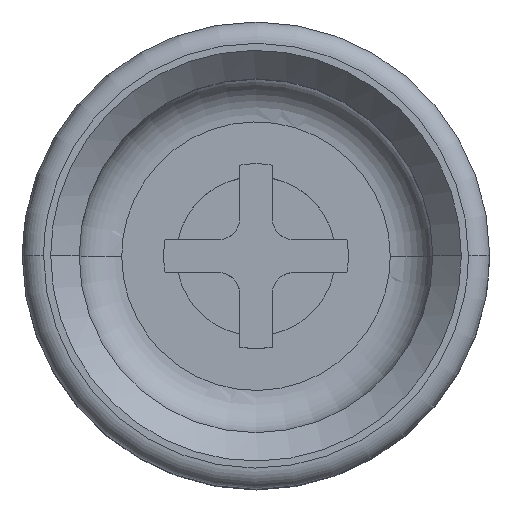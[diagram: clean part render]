
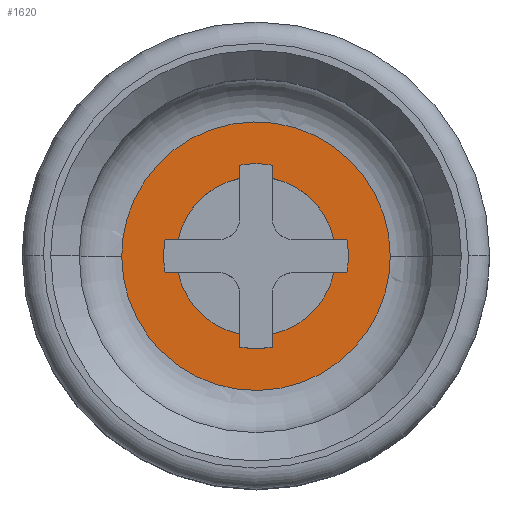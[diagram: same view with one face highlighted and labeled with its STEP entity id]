
A CAD part, top view. The second image highlights one B-rep face of the part: STEP entity #1620.
In plain terms, the highlighted planar face has unit normal (0, 0, 1).
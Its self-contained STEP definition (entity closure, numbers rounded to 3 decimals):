
#759=AXIS2_PLACEMENT_3D('Circle Axis2P3D',#757,#758,$) ;
#813=AXIS2_PLACEMENT_3D('Circle Axis2P3D',#811,#812,$) ;
#853=AXIS2_PLACEMENT_3D('Circle Axis2P3D',#851,#852,$) ;
#973=AXIS2_PLACEMENT_3D('Circle Axis2P3D',#971,#972,$) ;
#1482=AXIS2_PLACEMENT_3D('Plane Axis2P3D',#1479,#1480,#1481) ;
#752=CARTESIAN_POINT('Vertex',(3.886,5.57,20.066)) ;
#757=CARTESIAN_POINT('Axis2P3D Location',(4.178,4.178,20.066)) ;
#761=CARTESIAN_POINT('Vertex',(2.786,4.47,20.066)) ;
#792=CARTESIAN_POINT('Vertex',(3.886,2.786,20.066)) ;
#808=CARTESIAN_POINT('Vertex',(2.786,3.886,20.066)) ;
#811=CARTESIAN_POINT('Axis2P3D Location',(4.178,4.178,20.066)) ;
#832=CARTESIAN_POINT('Vertex',(4.47,5.57,20.066)) ;
#848=CARTESIAN_POINT('Vertex',(5.57,4.47,20.066)) ;
#851=CARTESIAN_POINT('Axis2P3D Location',(4.178,4.178,20.066)) ;
#952=CARTESIAN_POINT('Vertex',(5.57,3.886,20.066)) ;
#968=CARTESIAN_POINT('Vertex',(4.47,2.786,20.066)) ;
#971=CARTESIAN_POINT('Axis2P3D Location',(4.178,4.178,20.066)) ;
#1479=CARTESIAN_POINT('Axis2P3D Location',(6.363,4.178,20.066)) ;
#1485=CARTESIAN_POINT('Control Point',(6.579,4.178,20.066)) ;
#1486=CARTESIAN_POINT('Control Point',(6.578,4.932,20.066)) ;
#1487=CARTESIAN_POINT('Control Point',(6.284,5.687,20.066)) ;
#1488=CARTESIAN_POINT('Control Point',(5.687,6.283,20.066)) ;
#1489=CARTESIAN_POINT('Control Point',(4.178,6.874,20.066)) ;
#1490=CARTESIAN_POINT('Control Point',(2.67,6.283,20.066)) ;
#1491=CARTESIAN_POINT('Control Point',(2.073,5.687,20.066)) ;
#1492=CARTESIAN_POINT('Control Point',(1.778,4.932,20.066)) ;
#1493=CARTESIAN_POINT('Control Point',(1.778,4.178,20.066)) ;
#1494=CARTESIAN_POINT('Vertex',(6.579,4.178,20.066)) ;
#1496=CARTESIAN_POINT('Vertex',(1.778,4.178,20.066)) ;
#1500=CARTESIAN_POINT('Control Point',(1.778,4.178,20.066)) ;
#1501=CARTESIAN_POINT('Control Point',(1.778,3.424,20.066)) ;
#1502=CARTESIAN_POINT('Control Point',(2.073,2.669,20.066)) ;
#1503=CARTESIAN_POINT('Control Point',(2.67,2.073,20.066)) ;
#1504=CARTESIAN_POINT('Control Point',(4.178,1.483,20.066)) ;
#1505=CARTESIAN_POINT('Control Point',(5.687,2.073,20.066)) ;
#1506=CARTESIAN_POINT('Control Point',(6.284,2.669,20.066)) ;
#1507=CARTESIAN_POINT('Control Point',(6.578,3.424,20.066)) ;
#1508=CARTESIAN_POINT('Control Point',(6.579,4.178,20.066)) ;
#1514=CARTESIAN_POINT('Line Origine',(2.67,4.47,20.066)) ;
#1518=CARTESIAN_POINT('Vertex',(2.553,4.47,20.066)) ;
#1521=CARTESIAN_POINT('Line Origine',(3.886,5.687,20.066)) ;
#1525=CARTESIAN_POINT('Vertex',(3.886,5.803,20.066)) ;
#1529=CARTESIAN_POINT('Control Point',(4.47,5.803,20.066)) ;
#1530=CARTESIAN_POINT('Control Point',(4.355,5.824,20.066)) ;
#1531=CARTESIAN_POINT('Control Point',(4.237,5.835,20.066)) ;
#1532=CARTESIAN_POINT('Control Point',(4.119,5.835,20.066)) ;
#1533=CARTESIAN_POINT('Control Point',(4.002,5.824,20.066)) ;
#1534=CARTESIAN_POINT('Control Point',(3.886,5.803,20.066)) ;
#1535=CARTESIAN_POINT('Vertex',(4.47,5.803,20.066)) ;
#1538=CARTESIAN_POINT('Line Origine',(4.47,5.687,20.066)) ;
#1543=CARTESIAN_POINT('Line Origine',(5.687,4.47,20.066)) ;
#1547=CARTESIAN_POINT('Vertex',(5.803,4.47,20.066)) ;
#1551=CARTESIAN_POINT('Control Point',(5.803,3.886,20.066)) ;
#1552=CARTESIAN_POINT('Control Point',(5.824,4.002,20.066)) ;
#1553=CARTESIAN_POINT('Control Point',(5.835,4.119,20.066)) ;
#1554=CARTESIAN_POINT('Control Point',(5.835,4.237,20.066)) ;
#1555=CARTESIAN_POINT('Control Point',(5.824,4.355,20.066)) ;
#1556=CARTESIAN_POINT('Control Point',(5.803,4.47,20.066)) ;
#1557=CARTESIAN_POINT('Vertex',(5.803,3.886,20.066)) ;
#1560=CARTESIAN_POINT('Line Origine',(5.687,3.886,20.066)) ;
#1565=CARTESIAN_POINT('Line Origine',(4.47,2.67,20.066)) ;
#1569=CARTESIAN_POINT('Vertex',(4.47,2.553,20.066)) ;
#1573=CARTESIAN_POINT('Control Point',(3.886,2.553,20.066)) ;
#1574=CARTESIAN_POINT('Control Point',(4.002,2.533,20.066)) ;
#1575=CARTESIAN_POINT('Control Point',(4.119,2.522,20.066)) ;
#1576=CARTESIAN_POINT('Control Point',(4.237,2.522,20.066)) ;
#1577=CARTESIAN_POINT('Control Point',(4.355,2.533,20.066)) ;
#1578=CARTESIAN_POINT('Control Point',(4.47,2.553,20.066)) ;
#1579=CARTESIAN_POINT('Vertex',(3.886,2.553,20.066)) ;
#1582=CARTESIAN_POINT('Line Origine',(3.886,2.67,20.066)) ;
#1587=CARTESIAN_POINT('Line Origine',(2.67,3.886,20.066)) ;
#1591=CARTESIAN_POINT('Vertex',(2.553,3.886,20.066)) ;
#1595=CARTESIAN_POINT('Control Point',(2.553,4.47,20.066)) ;
#1596=CARTESIAN_POINT('Control Point',(2.533,4.355,20.066)) ;
#1597=CARTESIAN_POINT('Control Point',(2.522,4.237,20.066)) ;
#1598=CARTESIAN_POINT('Control Point',(2.522,4.119,20.066)) ;
#1599=CARTESIAN_POINT('Control Point',(2.533,4.002,20.066)) ;
#1600=CARTESIAN_POINT('Control Point',(2.553,3.886,20.066)) ;
#758=DIRECTION('Axis2P3D Direction',(0.,0.,1.)) ;
#812=DIRECTION('Axis2P3D Direction',(0.,0.,1.)) ;
#852=DIRECTION('Axis2P3D Direction',(0.,0.,1.)) ;
#972=DIRECTION('Axis2P3D Direction',(0.,0.,1.)) ;
#1480=DIRECTION('Axis2P3D Direction',(0.,0.,1.)) ;
#1481=DIRECTION('Axis2P3D XDirection',(1.,0.,0.)) ;
#1515=DIRECTION('Vector Direction',(-1.,0.,0.)) ;
#1522=DIRECTION('Vector Direction',(0.,-1.,0.)) ;
#1539=DIRECTION('Vector Direction',(0.,1.,0.)) ;
#1544=DIRECTION('Vector Direction',(-1.,0.,0.)) ;
#1561=DIRECTION('Vector Direction',(1.,0.,0.)) ;
#1566=DIRECTION('Vector Direction',(0.,1.,0.)) ;
#1583=DIRECTION('Vector Direction',(0.,-1.,0.)) ;
#1588=DIRECTION('Vector Direction',(1.,0.,0.)) ;
#1516=VECTOR('Line Direction',#1515,1.) ;
#1523=VECTOR('Line Direction',#1522,1.) ;
#1540=VECTOR('Line Direction',#1539,1.) ;
#1545=VECTOR('Line Direction',#1544,1.) ;
#1562=VECTOR('Line Direction',#1561,1.) ;
#1567=VECTOR('Line Direction',#1566,1.) ;
#1584=VECTOR('Line Direction',#1583,1.) ;
#1589=VECTOR('Line Direction',#1588,1.) ;
#1511=ORIENTED_EDGE('',*,*,#1498,.T.) ;
#1512=ORIENTED_EDGE('',*,*,#1509,.T.) ;
#1603=ORIENTED_EDGE('',*,*,#1520,.F.) ;
#1604=ORIENTED_EDGE('',*,*,#763,.T.) ;
#1605=ORIENTED_EDGE('',*,*,#1527,.F.) ;
#1606=ORIENTED_EDGE('',*,*,#1537,.F.) ;
#1607=ORIENTED_EDGE('',*,*,#1542,.F.) ;
#1608=ORIENTED_EDGE('',*,*,#855,.T.) ;
#1609=ORIENTED_EDGE('',*,*,#1549,.F.) ;
#1610=ORIENTED_EDGE('',*,*,#1559,.F.) ;
#1611=ORIENTED_EDGE('',*,*,#1564,.F.) ;
#1612=ORIENTED_EDGE('',*,*,#975,.T.) ;
#1613=ORIENTED_EDGE('',*,*,#1571,.F.) ;
#1614=ORIENTED_EDGE('',*,*,#1581,.F.) ;
#1615=ORIENTED_EDGE('',*,*,#1586,.F.) ;
#1616=ORIENTED_EDGE('',*,*,#815,.T.) ;
#1617=ORIENTED_EDGE('',*,*,#1593,.F.) ;
#1618=ORIENTED_EDGE('',*,*,#1601,.F.) ;
#1619=FACE_BOUND('',#1602,.T.) ;
#1620=ADVANCED_FACE('Geometry.1',(#1513,#1619),#1483,.T.) ;
#760=CIRCLE('generated circle',#759,1.423) ;
#814=CIRCLE('generated circle',#813,1.423) ;
#854=CIRCLE('generated circle',#853,1.423) ;
#974=CIRCLE('generated circle',#973,1.423) ;
#763=EDGE_CURVE('',#762,#753,#760,.F.) ;
#815=EDGE_CURVE('',#793,#809,#814,.F.) ;
#855=EDGE_CURVE('',#833,#849,#854,.F.) ;
#975=EDGE_CURVE('',#953,#969,#974,.F.) ;
#1498=EDGE_CURVE('',#1495,#1497,#1484,.T.) ;
#1509=EDGE_CURVE('',#1497,#1495,#1499,.T.) ;
#1520=EDGE_CURVE('',#762,#1519,#1517,.T.) ;
#1527=EDGE_CURVE('',#1526,#753,#1524,.T.) ;
#1537=EDGE_CURVE('',#1536,#1526,#1528,.T.) ;
#1542=EDGE_CURVE('',#833,#1536,#1541,.T.) ;
#1549=EDGE_CURVE('',#1548,#849,#1546,.T.) ;
#1559=EDGE_CURVE('',#1558,#1548,#1550,.T.) ;
#1564=EDGE_CURVE('',#953,#1558,#1563,.T.) ;
#1571=EDGE_CURVE('',#1570,#969,#1568,.T.) ;
#1581=EDGE_CURVE('',#1580,#1570,#1572,.T.) ;
#1586=EDGE_CURVE('',#793,#1580,#1585,.T.) ;
#1593=EDGE_CURVE('',#1592,#809,#1590,.T.) ;
#1601=EDGE_CURVE('',#1519,#1592,#1594,.T.) ;
#1510=EDGE_LOOP('',(#1511,#1512)) ;
#1602=EDGE_LOOP('',(#1603,#1604,#1605,#1606,#1607,#1608,#1609,#1610,#1611,#1612,#1613,#1614,#1615,#1616,#1617,#1618)) ;
#1513=FACE_OUTER_BOUND('',#1510,.T.) ;
#1517=LINE('Line',#1514,#1516) ;
#1524=LINE('Line',#1521,#1523) ;
#1541=LINE('Line',#1538,#1540) ;
#1546=LINE('Line',#1543,#1545) ;
#1563=LINE('Line',#1560,#1562) ;
#1568=LINE('Line',#1565,#1567) ;
#1585=LINE('Line',#1582,#1584) ;
#1590=LINE('Line',#1587,#1589) ;
#1483=PLANE('',#1482) ;
#753=VERTEX_POINT('',#752) ;
#762=VERTEX_POINT('',#761) ;
#793=VERTEX_POINT('',#792) ;
#809=VERTEX_POINT('',#808) ;
#833=VERTEX_POINT('',#832) ;
#849=VERTEX_POINT('',#848) ;
#953=VERTEX_POINT('',#952) ;
#969=VERTEX_POINT('',#968) ;
#1495=VERTEX_POINT('',#1494) ;
#1497=VERTEX_POINT('',#1496) ;
#1519=VERTEX_POINT('',#1518) ;
#1526=VERTEX_POINT('',#1525) ;
#1536=VERTEX_POINT('',#1535) ;
#1548=VERTEX_POINT('',#1547) ;
#1558=VERTEX_POINT('',#1557) ;
#1570=VERTEX_POINT('',#1569) ;
#1580=VERTEX_POINT('',#1579) ;
#1592=VERTEX_POINT('',#1591) ;
#1484=(BOUNDED_CURVE()B_SPLINE_CURVE(5,(#1485,#1486,#1487,#1488,#1489,#1490,#1491,#1492,#1493),.UNSPECIFIED.,.F.,.U.)B_SPLINE_CURVE_WITH_KNOTS((6,3,6),(0.,4.028,8.056),.UNSPECIFIED.)CURVE()GEOMETRIC_REPRESENTATION_ITEM()RATIONAL_B_SPLINE_CURVE((1.,1.,1.,1.,1.,1.,1.,1.,1.))REPRESENTATION_ITEM('')) ;
#1499=(BOUNDED_CURVE()B_SPLINE_CURVE(5,(#1500,#1501,#1502,#1503,#1504,#1505,#1506,#1507,#1508),.UNSPECIFIED.,.F.,.U.)B_SPLINE_CURVE_WITH_KNOTS((6,3,6),(0.,4.028,8.056),.UNSPECIFIED.)CURVE()GEOMETRIC_REPRESENTATION_ITEM()RATIONAL_B_SPLINE_CURVE((1.,1.,1.,1.,1.,1.,1.,1.,1.))REPRESENTATION_ITEM('')) ;
#1528=(BOUNDED_CURVE()B_SPLINE_CURVE(5,(#1529,#1530,#1531,#1532,#1533,#1534),.UNSPECIFIED.,.F.,.U.)B_SPLINE_CURVE_WITH_KNOTS((6,6),(0.,0.589),.UNSPECIFIED.)CURVE()GEOMETRIC_REPRESENTATION_ITEM()RATIONAL_B_SPLINE_CURVE((1.,1.,1.,1.,1.,1.))REPRESENTATION_ITEM('')) ;
#1550=(BOUNDED_CURVE()B_SPLINE_CURVE(5,(#1551,#1552,#1553,#1554,#1555,#1556),.UNSPECIFIED.,.F.,.U.)B_SPLINE_CURVE_WITH_KNOTS((6,6),(0.,0.589),.UNSPECIFIED.)CURVE()GEOMETRIC_REPRESENTATION_ITEM()RATIONAL_B_SPLINE_CURVE((1.,1.,1.,1.,1.,1.))REPRESENTATION_ITEM('')) ;
#1572=(BOUNDED_CURVE()B_SPLINE_CURVE(5,(#1573,#1574,#1575,#1576,#1577,#1578),.UNSPECIFIED.,.F.,.U.)B_SPLINE_CURVE_WITH_KNOTS((6,6),(0.,0.589),.UNSPECIFIED.)CURVE()GEOMETRIC_REPRESENTATION_ITEM()RATIONAL_B_SPLINE_CURVE((1.,1.,1.,1.,1.,1.))REPRESENTATION_ITEM('')) ;
#1594=(BOUNDED_CURVE()B_SPLINE_CURVE(5,(#1595,#1596,#1597,#1598,#1599,#1600),.UNSPECIFIED.,.F.,.U.)B_SPLINE_CURVE_WITH_KNOTS((6,6),(0.,0.589),.UNSPECIFIED.)CURVE()GEOMETRIC_REPRESENTATION_ITEM()RATIONAL_B_SPLINE_CURVE((1.,1.,1.,1.,1.,1.))REPRESENTATION_ITEM('')) ;
